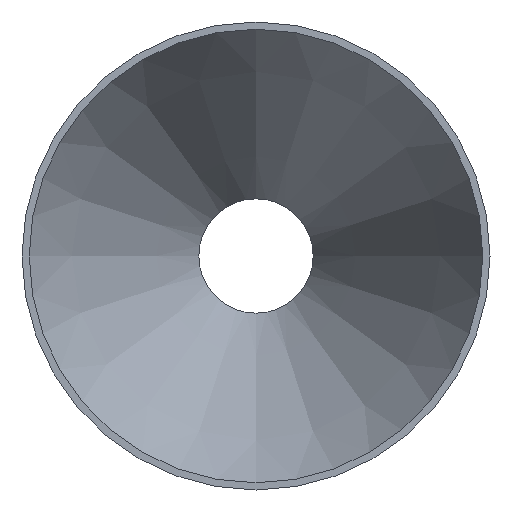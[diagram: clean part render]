
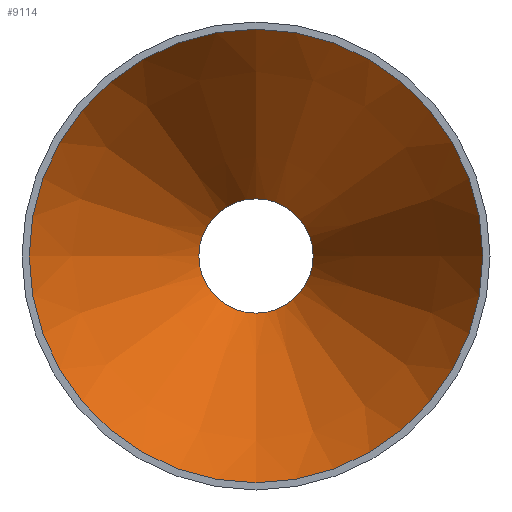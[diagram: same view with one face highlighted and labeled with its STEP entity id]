
A CAD part, front view. The second image highlights one B-rep face of the part: STEP entity #9114.
In plain terms, the highlighted conical face has half-angle 27.581 degrees and reference radius 106.165 mm.
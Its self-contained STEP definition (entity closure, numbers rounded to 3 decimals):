
#96 = FACE_BOUND ( 'NONE', #13598, .T. ) ;
#153 = DIRECTION ( 'NONE',  ( 0., 0., -1. ) ) ;
#287 = CIRCLE ( 'NONE', #28672, 106.165 ) ;
#1296 = ORIENTED_EDGE ( 'NONE', *, *, #22099, .T. ) ;
#3882 = EDGE_CURVE ( 'NONE', #20417, #20417, #11139, .T. ) ;
#7064 = CARTESIAN_POINT ( 'NONE',  ( 0., 0., -106.165 ) ) ;
#7306 = ORIENTED_EDGE ( 'NONE', *, *, #3882, .F. ) ;
#7409 = CARTESIAN_POINT ( 'NONE',  ( 0., 152., -26.765 ) ) ;
#7454 = DIRECTION ( 'NONE',  ( 0., -1., 0. ) ) ;
#9114 = ADVANCED_FACE ( 'NONE', ( #96, #20630 ), #10825, .F. ) ;
#10825 = CONICAL_SURFACE ( 'NONE', #21210, 106.165, 0.481 ) ;
#11139 = CIRCLE ( 'NONE', #16074, 26.765 ) ;
#12813 = DIRECTION ( 'NONE',  ( 0., 0., -1. ) ) ;
#13598 = EDGE_LOOP ( 'NONE', ( #7306 ) ) ;
#15232 = DIRECTION ( 'NONE',  ( 0., -1., 0. ) ) ;
#15543 = CARTESIAN_POINT ( 'NONE',  ( 0., 152., 0. ) ) ;
#16074 = AXIS2_PLACEMENT_3D ( 'NONE', #15543, #31255, #12813 ) ;
#17857 = VERTEX_POINT ( 'NONE', #7064 ) ;
#20417 = VERTEX_POINT ( 'NONE', #7409 ) ;
#20630 = FACE_OUTER_BOUND ( 'NONE', #28228, .T. ) ;
#21210 = AXIS2_PLACEMENT_3D ( 'NONE', #25926, #7454, #31058 ) ;
#22099 = EDGE_CURVE ( 'NONE', #17857, #17857, #287, .T. ) ;
#25926 = CARTESIAN_POINT ( 'NONE',  ( 0., 0., 0. ) ) ;
#28228 = EDGE_LOOP ( 'NONE', ( #1296 ) ) ;
#28672 = AXIS2_PLACEMENT_3D ( 'NONE', #31113, #15232, #153 ) ;
#31058 = DIRECTION ( 'NONE',  ( 0., 0., -1. ) ) ;
#31113 = CARTESIAN_POINT ( 'NONE',  ( 0., 0., 0. ) ) ;
#31255 = DIRECTION ( 'NONE',  ( 0., -1., 0. ) ) ;
